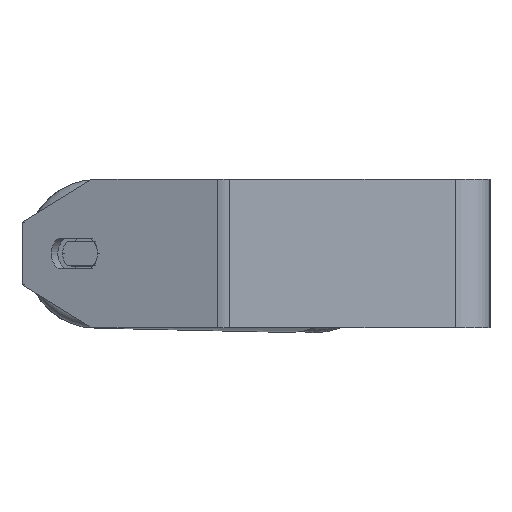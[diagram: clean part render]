
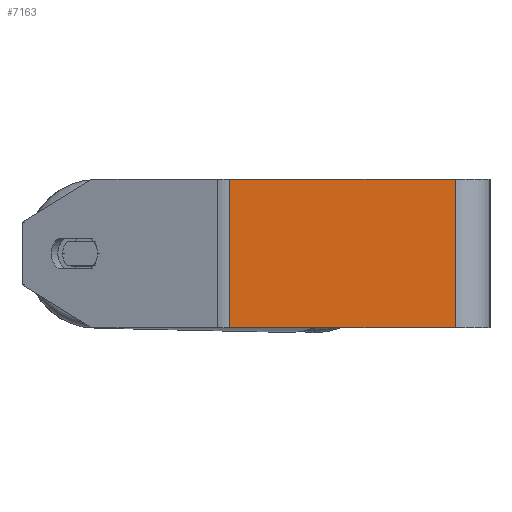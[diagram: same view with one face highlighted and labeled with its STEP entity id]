
A CAD part, left-side view. The second image highlights one B-rep face of the part: STEP entity #7163.
In plain terms, the highlighted planar face has unit normal (-1, 0, 0).
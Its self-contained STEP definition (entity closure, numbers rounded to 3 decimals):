
#66 = EDGE_LOOP ( 'NONE', ( #2484, #3320, #1455, #2764 ) ) ;
#155 = LINE ( 'NONE', #4826, #4092 ) ;
#759 = CARTESIAN_POINT ( 'NONE',  ( -415., 14., 30. ) ) ;
#806 = VECTOR ( 'NONE', #4262, 1000. ) ;
#990 = CARTESIAN_POINT ( 'NONE',  ( -415., 107.628, 30. ) ) ;
#1439 = LINE ( 'NONE', #2824, #806 ) ;
#1455 = ORIENTED_EDGE ( 'NONE', *, *, #2446, .F. ) ;
#1967 = CARTESIAN_POINT ( 'NONE',  ( -415., 105.16, -30. ) ) ;
#2056 = EDGE_CURVE ( 'NONE', #8613, #4290, #1439, .T. ) ;
#2446 = EDGE_CURVE ( 'NONE', #8613, #5446, #6222, .T. ) ;
#2484 = ORIENTED_EDGE ( 'NONE', *, *, #7108, .T. ) ;
#2764 = ORIENTED_EDGE ( 'NONE', *, *, #2056, .T. ) ;
#2824 = CARTESIAN_POINT ( 'NONE',  ( -415., 105.16, 30. ) ) ;
#2854 = CARTESIAN_POINT ( 'NONE',  ( -415., 14., 30. ) ) ;
#3070 = FACE_OUTER_BOUND ( 'NONE', #66, .T. ) ;
#3320 = ORIENTED_EDGE ( 'NONE', *, *, #6520, .F. ) ;
#3484 = VECTOR ( 'NONE', #7644, 1000. ) ;
#3540 = AXIS2_PLACEMENT_3D ( 'NONE', #990, #6391, #8498 ) ;
#3591 = LINE ( 'NONE', #2854, #6492 ) ;
#3601 = CARTESIAN_POINT ( 'NONE',  ( -415., 107.628, 30. ) ) ;
#3930 = VERTEX_POINT ( 'NONE', #7755 ) ;
#4092 = VECTOR ( 'NONE', #5543, 1000. ) ;
#4262 = DIRECTION ( 'NONE',  ( 0., 0., -1. ) ) ;
#4290 = VERTEX_POINT ( 'NONE', #1967 ) ;
#4826 = CARTESIAN_POINT ( 'NONE',  ( -415., 107.628, -30. ) ) ;
#5446 = VERTEX_POINT ( 'NONE', #759 ) ;
#5532 = DIRECTION ( 'NONE',  ( 0., 0., -1. ) ) ;
#5543 = DIRECTION ( 'NONE',  ( 0., -1., 0. ) ) ;
#6222 = LINE ( 'NONE', #3601, #3484 ) ;
#6391 = DIRECTION ( 'NONE',  ( 1., 0., 0. ) ) ;
#6492 = VECTOR ( 'NONE', #5532, 1000. ) ;
#6520 = EDGE_CURVE ( 'NONE', #5446, #3930, #3591, .T. ) ;
#7108 = EDGE_CURVE ( 'NONE', #4290, #3930, #155, .T. ) ;
#7163 = ADVANCED_FACE ( 'NONE', ( #3070 ), #7778, .F. ) ;
#7644 = DIRECTION ( 'NONE',  ( 0., -1., 0. ) ) ;
#7755 = CARTESIAN_POINT ( 'NONE',  ( -415., 14., -30. ) ) ;
#7778 = PLANE ( 'NONE',  #3540 ) ;
#7939 = CARTESIAN_POINT ( 'NONE',  ( -415., 105.16, 30. ) ) ;
#8498 = DIRECTION ( 'NONE',  ( 0., 0., -1. ) ) ;
#8613 = VERTEX_POINT ( 'NONE', #7939 ) ;
